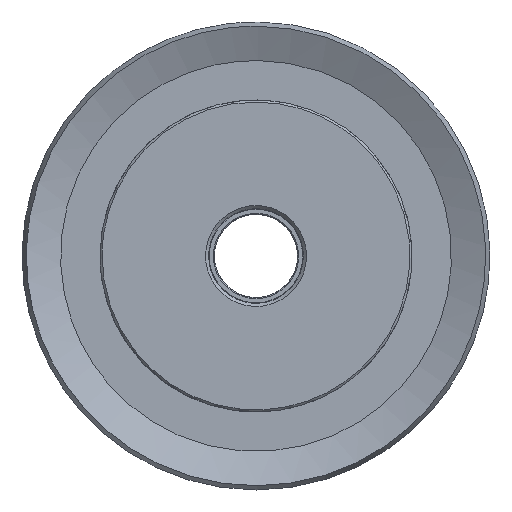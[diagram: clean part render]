
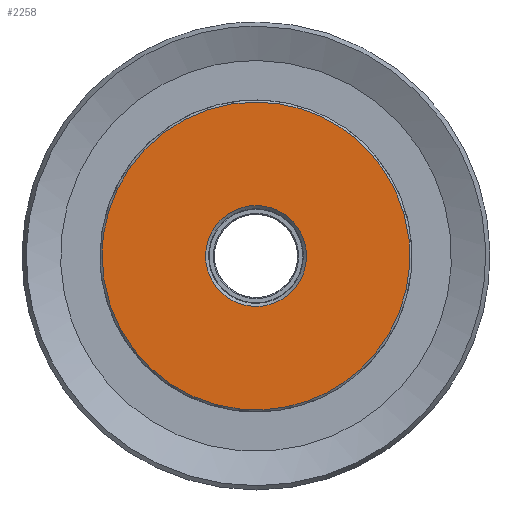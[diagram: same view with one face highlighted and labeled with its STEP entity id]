
A CAD part, left-side view. The second image highlights one B-rep face of the part: STEP entity #2258.
In plain terms, the highlighted free-form (B-spline) face has degree [1, 1] with [2, 2] control points.
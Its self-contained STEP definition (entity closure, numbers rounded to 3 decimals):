
#2258 = ADVANCED_FACE('',(#2259,#2273),#2287,.T.);
#2259 = FACE_BOUND('',#2260,.T.);
#2260 = EDGE_LOOP('',(#2261));
#2261 = ORIENTED_EDGE('',*,*,#2262,.T.);
#2262 = EDGE_CURVE('',#2263,#2263,#2265,.T.);
#2263 = VERTEX_POINT('',#2264);
#2264 = CARTESIAN_POINT('',(-12.795,5.641,
    0.059));
#2265 = ( BOUNDED_CURVE() B_SPLINE_CURVE(2,(#2266,#2267,#2268,#2269,
#2270,#2271,#2272),.UNSPECIFIED.,.T.,.F.) B_SPLINE_CURVE_WITH_KNOTS((1,2
    ,2,2,2,1),(-2.094,0.,2.094,4.189,
6.283,8.378),.UNSPECIFIED.) CURVE() 
GEOMETRIC_REPRESENTATION_ITEM() RATIONAL_B_SPLINE_CURVE((1.,0.5,1.,0.5,
1.,0.5,1.)) REPRESENTATION_ITEM('') );
#2266 = CARTESIAN_POINT('',(-12.795,5.641,
    0.059));
#2267 = CARTESIAN_POINT('',(-12.795,5.54,
    9.83));
#2268 = CARTESIAN_POINT('',(-12.795,-2.871,
    4.856));
#2269 = CARTESIAN_POINT('',(-12.795,-11.283,
    -0.117));
#2270 = CARTESIAN_POINT('',(-12.795,-2.77,
    -4.915));
#2271 = CARTESIAN_POINT('',(-12.795,5.743,
    -9.712));
#2272 = CARTESIAN_POINT('',(-12.795,5.641,
    0.059));
#2273 = FACE_BOUND('',#2274,.T.);
#2274 = EDGE_LOOP('',(#2275));
#2275 = ORIENTED_EDGE('',*,*,#2276,.T.);
#2276 = EDGE_CURVE('',#2277,#2277,#2279,.T.);
#2277 = VERTEX_POINT('',#2278);
#2278 = CARTESIAN_POINT('',(-12.795,17.215,
    0.179));
#2279 = ( BOUNDED_CURVE() B_SPLINE_CURVE(2,(#2280,#2281,#2282,#2283,
#2284,#2285,#2286),.UNSPECIFIED.,.T.,.F.) B_SPLINE_CURVE_WITH_KNOTS((1,2
    ,2,2,2,1),(-2.094,0.,2.094,4.189,
6.283,8.378),.UNSPECIFIED.) CURVE() 
GEOMETRIC_REPRESENTATION_ITEM() RATIONAL_B_SPLINE_CURVE((1.,0.5,1.,0.5,
1.,0.5,1.)) REPRESENTATION_ITEM('') );
#2280 = CARTESIAN_POINT('',(-12.795,17.215,
    0.179));
#2281 = CARTESIAN_POINT('',(-12.795,17.524,
    -29.638));
#2282 = CARTESIAN_POINT('',(-12.795,-8.453,
    -14.998));
#2283 = CARTESIAN_POINT('',(-12.795,-34.429,
    -0.357));
#2284 = CARTESIAN_POINT('',(-12.795,-8.762,
    14.819));
#2285 = CARTESIAN_POINT('',(-12.795,16.905,
    29.995));
#2286 = CARTESIAN_POINT('',(-12.795,17.215,
    0.179));
#2287 = B_SPLINE_SURFACE_WITH_KNOTS('',1,1,(
    (#2288,#2289)
    ,(#2290,#2291
    )),.UNSPECIFIED.,.F.,.F.,.F.,(2,2),(2,2),(-14.8,14.8),(-19.35,10.25)
  ,.PIECEWISE_BEZIER_KNOTS.);
#2288 = CARTESIAN_POINT('',(-12.795,-17.393,
    17.036));
#2289 = CARTESIAN_POINT('',(-12.795,-17.036,
    -17.393));
#2290 = CARTESIAN_POINT('',(-12.795,17.036,
    17.393));
#2291 = CARTESIAN_POINT('',(-12.795,17.393,
    -17.036));
